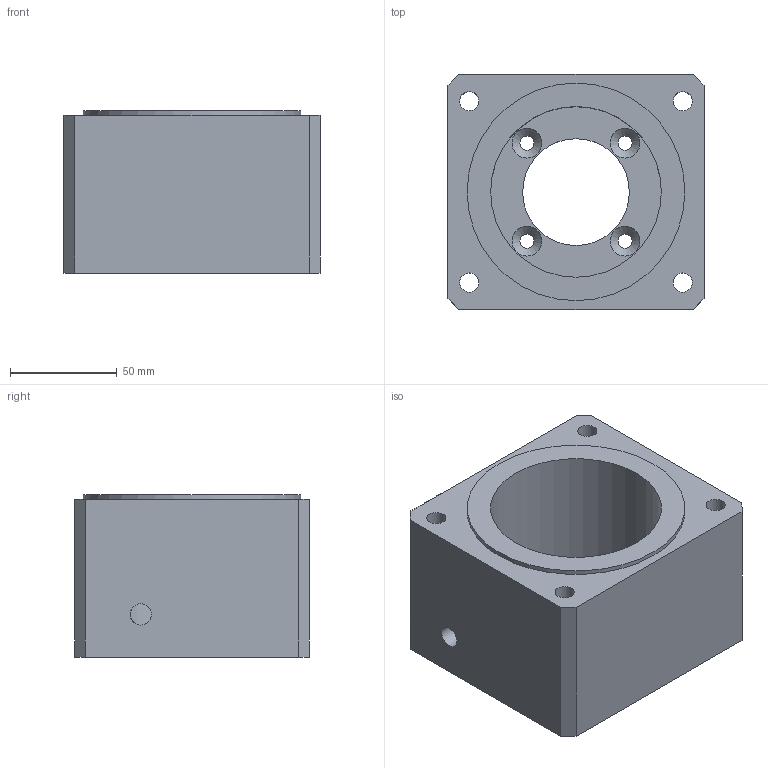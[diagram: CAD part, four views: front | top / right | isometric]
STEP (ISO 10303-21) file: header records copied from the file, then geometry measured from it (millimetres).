
FILE_DESCRIPTION((''),'2;1');
FILE_NAME('AXC120-Z-Glocke-MP80.stp','2011-03-25T11:51:05',('01136'),(''),'Autodesk Inventor 2011','Autodesk Inventor 2011','');
FILE_SCHEMA(('AUTOMOTIVE_DESIGN { 1 0 10303 214 1 1 1 1 }'));
Length unit declared in the file: millimetre
Products named in the file (1): AXC120-Z-Glocke-MP80
Bounding box: 120 x 110 x 76 mm (x, y, z)
Volume: 602019.2 mm3; surface area: 84076.9 mm2
Topology: 1 solids, 1 shells, 36 faces, 85 edges, 57 vertices
Faces by surface type: cylinder 16, plane 16, cone 4
Full cylindrical faces by diameter (mm): 6.6 x4, 9 x4, 10 x1, 15 x4, 50 x1, 80 x1, 102 x1
Entity records: 1004 total; most frequent: CARTESIAN_POINT 182, DIRECTION 168, ORIENTED_EDGE 120, EDGE_LOOP 82, AXIS2_PLACEMENT_3D 72, EDGE_CURVE 60, VERTEX_POINT 52, FACE_BOUND 46
